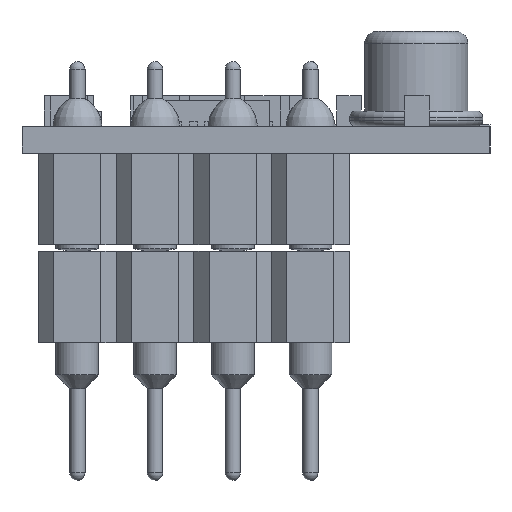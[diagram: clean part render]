
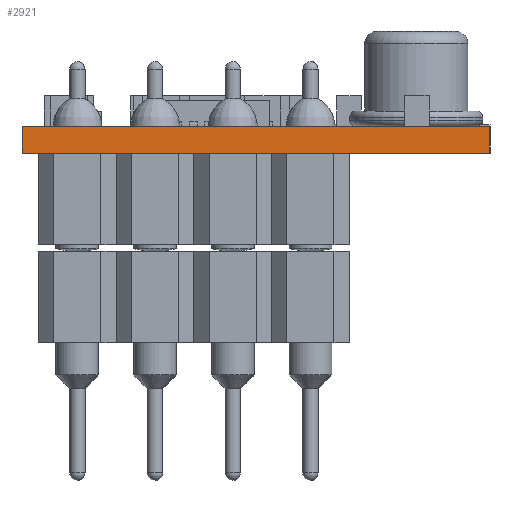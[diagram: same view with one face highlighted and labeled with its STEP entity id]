
A CAD part, left-side view. The second image highlights one B-rep face of the part: STEP entity #2921.
In plain terms, the highlighted planar face has unit normal (-1, 0, 0).
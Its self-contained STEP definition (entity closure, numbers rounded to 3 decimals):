
#2805 = EDGE_CURVE('',#2806,#2808,#2810,.T.);
#2806 = VERTEX_POINT('',#2807);
#2807 = CARTESIAN_POINT('',(-14.4,7.65,0.));
#2808 = VERTEX_POINT('',#2809);
#2809 = CARTESIAN_POINT('',(-14.4,7.65,0.88));
#2810 = SURFACE_CURVE('',#2811,(#2815,#2827),.PCURVE_S1.);
#2811 = LINE('',#2812,#2813);
#2812 = CARTESIAN_POINT('',(-14.4,7.65,0.));
#2813 = VECTOR('',#2814,1.);
#2814 = DIRECTION('',(0.,0.,1.));
#2815 = PCURVE('',#2816,#2821);
#2816 = PLANE('',#2817);
#2817 = AXIS2_PLACEMENT_3D('',#2818,#2819,#2820);
#2818 = CARTESIAN_POINT('',(-14.4,7.65,0.));
#2819 = DIRECTION('',(0.,1.,0.));
#2820 = DIRECTION('',(1.,0.,0.));
#2821 = DEFINITIONAL_REPRESENTATION('',(#2822),#2826);
#2822 = LINE('',#2823,#2824);
#2823 = CARTESIAN_POINT('',(0.,0.));
#2824 = VECTOR('',#2825,1.);
#2825 = DIRECTION('',(0.,-1.));
#2826 = ( GEOMETRIC_REPRESENTATION_CONTEXT(2) 
PARAMETRIC_REPRESENTATION_CONTEXT() REPRESENTATION_CONTEXT('2D SPACE',''
  ) );
#2827 = PCURVE('',#2828,#2833);
#2828 = PLANE('',#2829);
#2829 = AXIS2_PLACEMENT_3D('',#2830,#2831,#2832);
#2830 = CARTESIAN_POINT('',(-14.4,-7.65,0.));
#2831 = DIRECTION('',(-1.,0.,0.));
#2832 = DIRECTION('',(0.,1.,0.));
#2833 = DEFINITIONAL_REPRESENTATION('',(#2834),#2838);
#2834 = LINE('',#2835,#2836);
#2835 = CARTESIAN_POINT('',(15.3,0.));
#2836 = VECTOR('',#2837,1.);
#2837 = DIRECTION('',(0.,-1.));
#2838 = ( GEOMETRIC_REPRESENTATION_CONTEXT(2) 
PARAMETRIC_REPRESENTATION_CONTEXT() REPRESENTATION_CONTEXT('2D SPACE',''
  ) );
#2856 = PLANE('',#2857);
#2857 = AXIS2_PLACEMENT_3D('',#2858,#2859,#2860);
#2858 = CARTESIAN_POINT('',(0.,0.,0.88));
#2859 = DIRECTION('',(-0.,-0.,-1.));
#2860 = DIRECTION('',(-1.,0.,0.));
#2910 = PLANE('',#2911);
#2911 = AXIS2_PLACEMENT_3D('',#2912,#2913,#2914);
#2912 = CARTESIAN_POINT('',(0.,0.,0.));
#2913 = DIRECTION('',(-0.,-0.,-1.));
#2914 = DIRECTION('',(-1.,0.,0.));
#2921 = ADVANCED_FACE('',(#2922),#2828,.T.);
#2922 = FACE_BOUND('',#2923,.T.);
#2923 = EDGE_LOOP('',(#2924,#2954,#2975,#2976));
#2924 = ORIENTED_EDGE('',*,*,#2925,.T.);
#2925 = EDGE_CURVE('',#2926,#2928,#2930,.T.);
#2926 = VERTEX_POINT('',#2927);
#2927 = CARTESIAN_POINT('',(-14.4,-7.65,0.));
#2928 = VERTEX_POINT('',#2929);
#2929 = CARTESIAN_POINT('',(-14.4,-7.65,0.88));
#2930 = SURFACE_CURVE('',#2931,(#2935,#2942),.PCURVE_S1.);
#2931 = LINE('',#2932,#2933);
#2932 = CARTESIAN_POINT('',(-14.4,-7.65,0.));
#2933 = VECTOR('',#2934,1.);
#2934 = DIRECTION('',(0.,0.,1.));
#2935 = PCURVE('',#2828,#2936);
#2936 = DEFINITIONAL_REPRESENTATION('',(#2937),#2941);
#2937 = LINE('',#2938,#2939);
#2938 = CARTESIAN_POINT('',(0.,0.));
#2939 = VECTOR('',#2940,1.);
#2940 = DIRECTION('',(0.,-1.));
#2941 = ( GEOMETRIC_REPRESENTATION_CONTEXT(2) 
PARAMETRIC_REPRESENTATION_CONTEXT() REPRESENTATION_CONTEXT('2D SPACE',''
  ) );
#2942 = PCURVE('',#2943,#2948);
#2943 = PLANE('',#2944);
#2944 = AXIS2_PLACEMENT_3D('',#2945,#2946,#2947);
#2945 = CARTESIAN_POINT('',(14.4,-7.65,0.));
#2946 = DIRECTION('',(0.,-1.,0.));
#2947 = DIRECTION('',(-1.,0.,0.));
#2948 = DEFINITIONAL_REPRESENTATION('',(#2949),#2953);
#2949 = LINE('',#2950,#2951);
#2950 = CARTESIAN_POINT('',(28.8,0.));
#2951 = VECTOR('',#2952,1.);
#2952 = DIRECTION('',(0.,-1.));
#2953 = ( GEOMETRIC_REPRESENTATION_CONTEXT(2) 
PARAMETRIC_REPRESENTATION_CONTEXT() REPRESENTATION_CONTEXT('2D SPACE',''
  ) );
#2954 = ORIENTED_EDGE('',*,*,#2955,.T.);
#2955 = EDGE_CURVE('',#2928,#2808,#2956,.T.);
#2956 = SURFACE_CURVE('',#2957,(#2961,#2968),.PCURVE_S1.);
#2957 = LINE('',#2958,#2959);
#2958 = CARTESIAN_POINT('',(-14.4,-7.65,0.88));
#2959 = VECTOR('',#2960,1.);
#2960 = DIRECTION('',(0.,1.,0.));
#2961 = PCURVE('',#2828,#2962);
#2962 = DEFINITIONAL_REPRESENTATION('',(#2963),#2967);
#2963 = LINE('',#2964,#2965);
#2964 = CARTESIAN_POINT('',(0.,-0.88));
#2965 = VECTOR('',#2966,1.);
#2966 = DIRECTION('',(1.,0.));
#2967 = ( GEOMETRIC_REPRESENTATION_CONTEXT(2) 
PARAMETRIC_REPRESENTATION_CONTEXT() REPRESENTATION_CONTEXT('2D SPACE',''
  ) );
#2968 = PCURVE('',#2856,#2969);
#2969 = DEFINITIONAL_REPRESENTATION('',(#2970),#2974);
#2970 = LINE('',#2971,#2972);
#2971 = CARTESIAN_POINT('',(14.4,-7.65));
#2972 = VECTOR('',#2973,1.);
#2973 = DIRECTION('',(0.,1.));
#2974 = ( GEOMETRIC_REPRESENTATION_CONTEXT(2) 
PARAMETRIC_REPRESENTATION_CONTEXT() REPRESENTATION_CONTEXT('2D SPACE',''
  ) );
#2975 = ORIENTED_EDGE('',*,*,#2805,.F.);
#2976 = ORIENTED_EDGE('',*,*,#2977,.F.);
#2977 = EDGE_CURVE('',#2926,#2806,#2978,.T.);
#2978 = SURFACE_CURVE('',#2979,(#2983,#2990),.PCURVE_S1.);
#2979 = LINE('',#2980,#2981);
#2980 = CARTESIAN_POINT('',(-14.4,-7.65,0.));
#2981 = VECTOR('',#2982,1.);
#2982 = DIRECTION('',(0.,1.,0.));
#2983 = PCURVE('',#2828,#2984);
#2984 = DEFINITIONAL_REPRESENTATION('',(#2985),#2989);
#2985 = LINE('',#2986,#2987);
#2986 = CARTESIAN_POINT('',(0.,0.));
#2987 = VECTOR('',#2988,1.);
#2988 = DIRECTION('',(1.,0.));
#2989 = ( GEOMETRIC_REPRESENTATION_CONTEXT(2) 
PARAMETRIC_REPRESENTATION_CONTEXT() REPRESENTATION_CONTEXT('2D SPACE',''
  ) );
#2990 = PCURVE('',#2910,#2991);
#2991 = DEFINITIONAL_REPRESENTATION('',(#2992),#2996);
#2992 = LINE('',#2993,#2994);
#2993 = CARTESIAN_POINT('',(14.4,-7.65));
#2994 = VECTOR('',#2995,1.);
#2995 = DIRECTION('',(0.,1.));
#2996 = ( GEOMETRIC_REPRESENTATION_CONTEXT(2) 
PARAMETRIC_REPRESENTATION_CONTEXT() REPRESENTATION_CONTEXT('2D SPACE',''
  ) );
